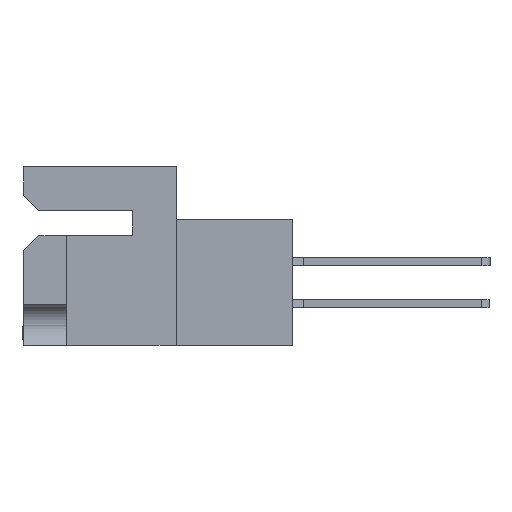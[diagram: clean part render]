
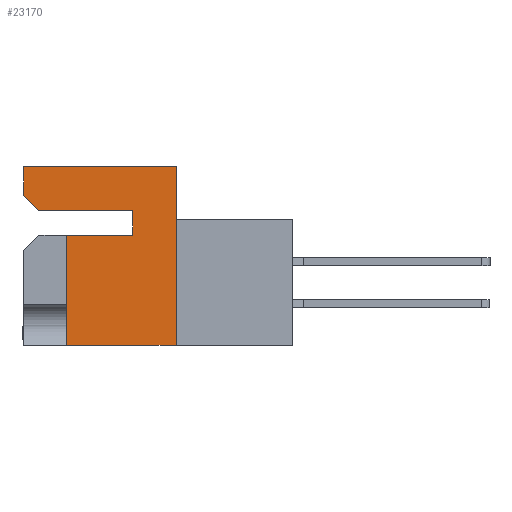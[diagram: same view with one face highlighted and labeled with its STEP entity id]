
A CAD part, left-side view. The second image highlights one B-rep face of the part: STEP entity #23170.
In plain terms, the highlighted planar face has unit normal (-1, 0, 0).
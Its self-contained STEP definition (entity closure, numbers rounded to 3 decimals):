
#25 = LINE ( 'NONE', #12227, #6878 ) ;
#39 = DIRECTION ( 'NONE',  ( 0., 0., 1. ) ) ;
#1247 = LINE ( 'NONE', #9140, #9168 ) ;
#1503 = CARTESIAN_POINT ( 'NONE',  ( 0., 3.251, -5.182 ) ) ;
#1849 = VERTEX_POINT ( 'NONE', #13195 ) ;
#2097 = VECTOR ( 'NONE', #26018, 1000. ) ;
#2382 = CARTESIAN_POINT ( 'NONE',  ( 0., 11.506, -13.487 ) ) ;
#2730 = VECTOR ( 'NONE', #24543, 1000. ) ;
#3149 = VECTOR ( 'NONE', #3392, 1000. ) ;
#3392 = DIRECTION ( 'NONE',  ( 0., 0., -1. ) ) ;
#3976 = DIRECTION ( 'NONE',  ( 0., -1., 0. ) ) ;
#4310 = EDGE_CURVE ( 'NONE', #9637, #27098, #12453, .T. ) ;
#4720 = VERTEX_POINT ( 'NONE', #21764 ) ;
#4882 = EDGE_CURVE ( 'NONE', #27266, #12218, #1247, .T. ) ;
#5311 = VECTOR ( 'NONE', #15300, 1000. ) ;
#5313 = VECTOR ( 'NONE', #3976, 1000. ) ;
#5654 = EDGE_CURVE ( 'NONE', #4720, #27771, #22002, .T. ) ;
#5997 = CARTESIAN_POINT ( 'NONE',  ( 0., 0., 0. ) ) ;
#6027 = EDGE_LOOP ( 'NONE', ( #7981, #14528, #11264, #25426, #18283, #29736, #9466, #25328, #22546 ) ) ;
#6199 = DIRECTION ( 'NONE',  ( 0., 0., -1. ) ) ;
#6878 = VECTOR ( 'NONE', #7636, 1000. ) ;
#7636 = DIRECTION ( 'NONE',  ( 0., -0.707, -0.707 ) ) ;
#7981 = ORIENTED_EDGE ( 'NONE', *, *, #8462, .F. ) ;
#8462 = EDGE_CURVE ( 'NONE', #28053, #1849, #18221, .T. ) ;
#9031 = CARTESIAN_POINT ( 'NONE',  ( 0., 3.251, -3.302 ) ) ;
#9140 = CARTESIAN_POINT ( 'NONE',  ( 0., 0., -3.302 ) ) ;
#9168 = VECTOR ( 'NONE', #11238, 1000. ) ;
#9466 = ORIENTED_EDGE ( 'NONE', *, *, #11206, .F. ) ;
#9524 = LINE ( 'NONE', #13890, #24906 ) ;
#9637 = VERTEX_POINT ( 'NONE', #26208 ) ;
#11206 = EDGE_CURVE ( 'NONE', #27098, #27266, #15608, .T. ) ;
#11238 = DIRECTION ( 'NONE',  ( 0., 1., 0. ) ) ;
#11264 = ORIENTED_EDGE ( 'NONE', *, *, #28914, .F. ) ;
#12218 = VERTEX_POINT ( 'NONE', #25984 ) ;
#12227 = CARTESIAN_POINT ( 'NONE',  ( 0., 10.363, -3.302 ) ) ;
#12453 = LINE ( 'NONE', #17843, #5313 ) ;
#12880 = CARTESIAN_POINT ( 'NONE',  ( 0., 11.506, 0. ) ) ;
#13021 = CARTESIAN_POINT ( 'NONE',  ( 0., 11.506, 0. ) ) ;
#13195 = CARTESIAN_POINT ( 'NONE',  ( 0., 8.255, -13.487 ) ) ;
#13271 = VERTEX_POINT ( 'NONE', #23613 ) ;
#13890 = CARTESIAN_POINT ( 'NONE',  ( 0., 8.255, -5.182 ) ) ;
#14528 = ORIENTED_EDGE ( 'NONE', *, *, #29337, .F. ) ;
#15300 = DIRECTION ( 'NONE',  ( 0., -1., 0. ) ) ;
#15608 = LINE ( 'NONE', #1503, #2730 ) ;
#15881 = VECTOR ( 'NONE', #18399, 1000. ) ;
#16142 = AXIS2_PLACEMENT_3D ( 'NONE', #5997, #28546, #6199 ) ;
#17385 = PLANE ( 'NONE',  #16142 ) ;
#17843 = CARTESIAN_POINT ( 'NONE',  ( 0., 0., -5.182 ) ) ;
#18221 = LINE ( 'NONE', #28442, #2097 ) ;
#18283 = ORIENTED_EDGE ( 'NONE', *, *, #20928, .T. ) ;
#18399 = DIRECTION ( 'NONE',  ( 0., 0., 1. ) ) ;
#20873 = CARTESIAN_POINT ( 'NONE',  ( 0., 0., -13.487 ) ) ;
#20928 = EDGE_CURVE ( 'NONE', #4720, #12218, #25, .T. ) ;
#21411 = LINE ( 'NONE', #26237, #3149 ) ;
#21422 = FACE_OUTER_BOUND ( 'NONE', #6027, .T. ) ;
#21764 = CARTESIAN_POINT ( 'NONE',  ( 0., 11.506, -2.159 ) ) ;
#22002 = LINE ( 'NONE', #2382, #15881 ) ;
#22134 = LINE ( 'NONE', #13021, #5311 ) ;
#22546 = ORIENTED_EDGE ( 'NONE', *, *, #24825, .F. ) ;
#23170 = ADVANCED_FACE ( 'NONE', ( #21422 ), #17385, .F. ) ;
#23613 = CARTESIAN_POINT ( 'NONE',  ( 0., 0., 0. ) ) ;
#24543 = DIRECTION ( 'NONE',  ( 0., 0., 1. ) ) ;
#24825 = EDGE_CURVE ( 'NONE', #1849, #9637, #9524, .T. ) ;
#24906 = VECTOR ( 'NONE', #39, 1000. ) ;
#25328 = ORIENTED_EDGE ( 'NONE', *, *, #4310, .F. ) ;
#25426 = ORIENTED_EDGE ( 'NONE', *, *, #5654, .F. ) ;
#25984 = CARTESIAN_POINT ( 'NONE',  ( 0., 10.363, -3.302 ) ) ;
#26018 = DIRECTION ( 'NONE',  ( 0., 1., 0. ) ) ;
#26208 = CARTESIAN_POINT ( 'NONE',  ( 0., 8.255, -5.182 ) ) ;
#26237 = CARTESIAN_POINT ( 'NONE',  ( 0., 0., 0. ) ) ;
#27098 = VERTEX_POINT ( 'NONE', #27774 ) ;
#27266 = VERTEX_POINT ( 'NONE', #9031 ) ;
#27771 = VERTEX_POINT ( 'NONE', #12880 ) ;
#27774 = CARTESIAN_POINT ( 'NONE',  ( 0., 3.251, -5.182 ) ) ;
#28053 = VERTEX_POINT ( 'NONE', #20873 ) ;
#28442 = CARTESIAN_POINT ( 'NONE',  ( 0., -8.814, -13.487 ) ) ;
#28546 = DIRECTION ( 'NONE',  ( 1., 0., 0. ) ) ;
#28914 = EDGE_CURVE ( 'NONE', #27771, #13271, #22134, .T. ) ;
#29337 = EDGE_CURVE ( 'NONE', #13271, #28053, #21411, .T. ) ;
#29736 = ORIENTED_EDGE ( 'NONE', *, *, #4882, .F. ) ;
